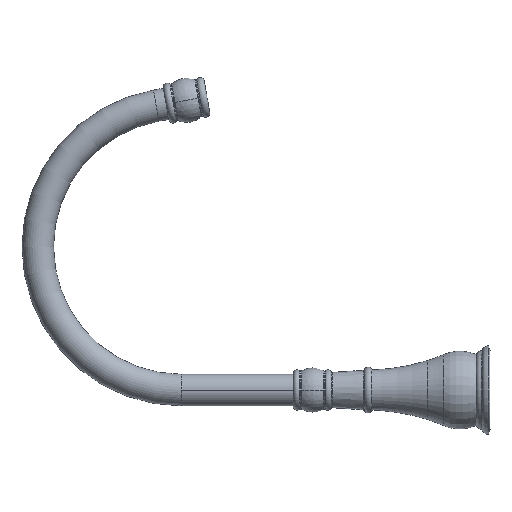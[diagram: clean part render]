
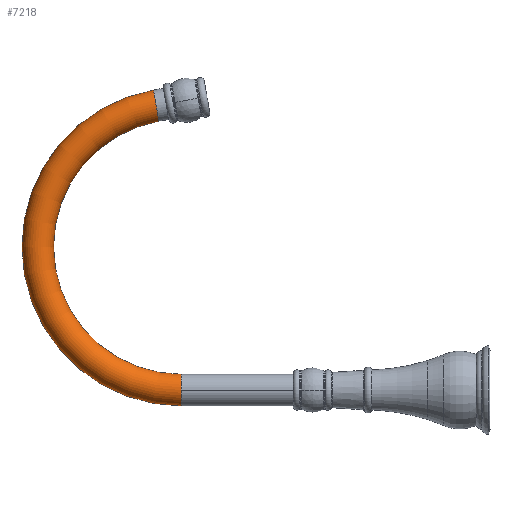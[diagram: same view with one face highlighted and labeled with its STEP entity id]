
A CAD part, left-side view. The second image highlights one B-rep face of the part: STEP entity #7218.
In plain terms, the highlighted toroidal (fillet/blend) face has major radius 100 mm and minor radius 11 mm.
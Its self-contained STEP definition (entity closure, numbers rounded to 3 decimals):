
#7218 = ADVANCED_FACE ( 'NONE', ( #27119 ), #73079, .T. ) ;
#7910 = AXIS2_PLACEMENT_3D ( 'NONE', #33777, #20941, #60863 ) ;
#8524 = CARTESIAN_POINT ( 'NONE',  ( -11., 80., 0. ) ) ;
#11596 = EDGE_CURVE ( 'NONE', #79555, #49195, #72621, .T. ) ;
#13664 = ORIENTED_EDGE ( 'NONE', *, *, #54010, .T. ) ;
#15031 = DIRECTION ( 'NONE',  ( 0., 0., 1. ) ) ;
#16864 = CIRCLE ( 'NONE', #23745, 11. ) ;
#18707 = CARTESIAN_POINT ( 'NONE',  ( 100., 80., 0. ) ) ;
#19324 = DIRECTION ( 'NONE',  ( 0.174, -0.985, 0. ) ) ;
#20941 = DIRECTION ( 'NONE',  ( 0., 0., -1. ) ) ;
#21556 = VERTEX_POINT ( 'NONE', #48481 ) ;
#23745 = AXIS2_PLACEMENT_3D ( 'NONE', #68709, #42056, #15031 ) ;
#24004 = CARTESIAN_POINT ( 'NONE',  ( 209.314, 99.275, 0. ) ) ;
#25942 = DIRECTION ( 'NONE',  ( 0., 0., 1. ) ) ;
#26706 = DIRECTION ( 'NONE',  ( 0., 0., -1. ) ) ;
#27119 = FACE_OUTER_BOUND ( 'NONE', #66915, .T. ) ;
#27241 = CARTESIAN_POINT ( 'NONE',  ( 198.481, 97.365, 0. ) ) ;
#27638 = CARTESIAN_POINT ( 'NONE',  ( 0., 80., 11. ) ) ;
#33777 = CARTESIAN_POINT ( 'NONE',  ( 100., 80., 0. ) ) ;
#34926 = EDGE_CURVE ( 'NONE', #77921, #21556, #75456, .T. ) ;
#37180 = AXIS2_PLACEMENT_3D ( 'NONE', #18707, #66188, #79911 ) ;
#37286 = DIRECTION ( 'NONE',  ( 0., 0., 1. ) ) ;
#38923 = ORIENTED_EDGE ( 'NONE', *, *, #11596, .F. ) ;
#42056 = DIRECTION ( 'NONE',  ( 0., 1., 0. ) ) ;
#45637 = AXIS2_PLACEMENT_3D ( 'NONE', #60884, #26706, #66696 ) ;
#48481 = CARTESIAN_POINT ( 'NONE',  ( 187.648, 95.455, 0. ) ) ;
#49195 = VERTEX_POINT ( 'NONE', #24004 ) ;
#49752 = CARTESIAN_POINT ( 'NONE',  ( 0., 80., 0. ) ) ;
#50482 = AXIS2_PLACEMENT_3D ( 'NONE', #49752, #57275, #37286 ) ;
#54010 = EDGE_CURVE ( 'NONE', #79555, #72115, #16864, .T. ) ;
#55351 = ORIENTED_EDGE ( 'NONE', *, *, #34926, .T. ) ;
#57275 = DIRECTION ( 'NONE',  ( 0., 1., 0. ) ) ;
#60863 = DIRECTION ( 'NONE',  ( -1., 0., 0. ) ) ;
#60884 = CARTESIAN_POINT ( 'NONE',  ( 100., 80., 0. ) ) ;
#61273 = CARTESIAN_POINT ( 'NONE',  ( 11., 80., 0. ) ) ;
#66188 = DIRECTION ( 'NONE',  ( 0., 0., -1. ) ) ;
#66696 = DIRECTION ( 'NONE',  ( -1., 0., 0. ) ) ;
#66915 = EDGE_LOOP ( 'NONE', ( #38923, #13664, #70563, #55351, #86754 ) ) ;
#68709 = CARTESIAN_POINT ( 'NONE',  ( 0., 80., 0. ) ) ;
#70563 = ORIENTED_EDGE ( 'NONE', *, *, #82334, .T. ) ;
#72115 = VERTEX_POINT ( 'NONE', #27638 ) ;
#72621 = CIRCLE ( 'NONE', #45637, 111. ) ;
#73079 = TOROIDAL_SURFACE ( 'NONE', #7910, 100., 11. ) ;
#73100 = AXIS2_PLACEMENT_3D ( 'NONE', #27241, #19324, #25942 ) ;
#75456 = CIRCLE ( 'NONE', #37180, 89. ) ;
#77921 = VERTEX_POINT ( 'NONE', #61273 ) ;
#79555 = VERTEX_POINT ( 'NONE', #8524 ) ;
#79911 = DIRECTION ( 'NONE',  ( -1., 0., 0. ) ) ;
#81336 = EDGE_CURVE ( 'NONE', #49195, #21556, #83032, .T. ) ;
#82334 = EDGE_CURVE ( 'NONE', #72115, #77921, #85959, .T. ) ;
#83032 = CIRCLE ( 'NONE', #73100, 11. ) ;
#85959 = CIRCLE ( 'NONE', #50482, 11. ) ;
#86754 = ORIENTED_EDGE ( 'NONE', *, *, #81336, .F. ) ;
